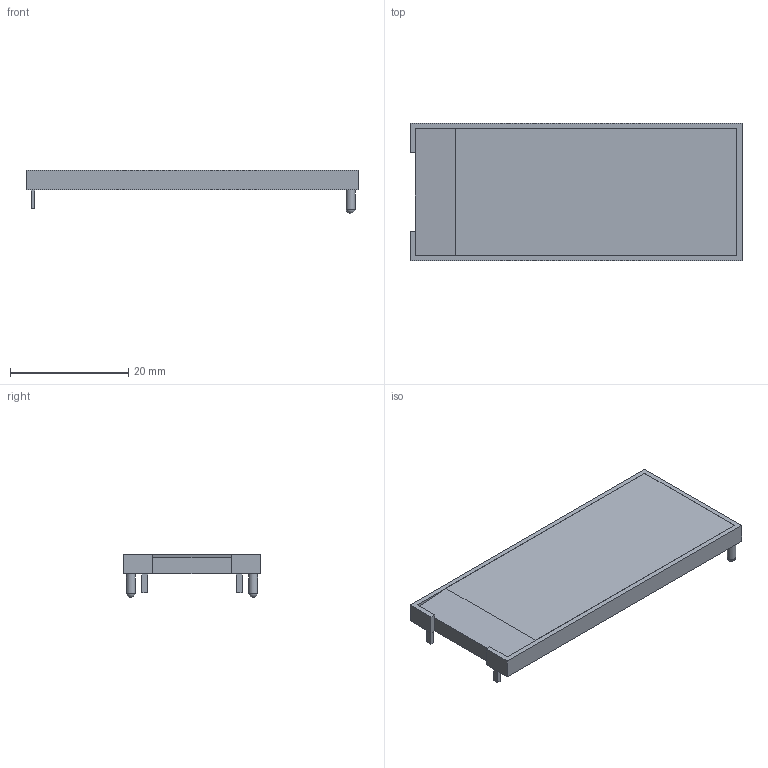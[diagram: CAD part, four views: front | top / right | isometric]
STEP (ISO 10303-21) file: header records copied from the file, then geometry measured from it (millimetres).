
FILE_DESCRIPTION(/* description */ (''),/* implementation_level */ '2;1');
FILE_NAME(/* name */ 'JLX19264G-333.step',/* time_stamp */ '2020-11-30T02:46:03+01:00',/* author */ (''),/* organization */ (''),/* preprocessor_version */ 'ST-DEVELOPER v18.1',/* originating_system */ 'Autodesk Translation Framework v9.3.0.1241',/* authorisation */ '');
FILE_SCHEMA (('AUTOMOTIVE_DESIGN { 1 0 10303 214 3 1 1 }'));
Length unit declared in the file: millimetre
Products named in the file (1): (Unsaved)
Bounding box: 56.2 x 23.24 x 7.31 mm (x, y, z)
Volume: 4257.6 mm3; surface area: 3177 mm2
Topology: 1 solids, 1 shells, 33 faces, 81 edges, 52 vertices
Faces by surface type: plane 29, sphere 2, cylinder 2
Full cylindrical faces by diameter (mm): 1.5 x2
Entity records: 1034 total; most frequent: CARTESIAN_POINT 165, ORIENTED_EDGE 158, DIRECTION 153, EDGE_CURVE 79, LINE 73, VECTOR 73, VERTEX_POINT 52, AXIS2_PLACEMENT_3D 40
